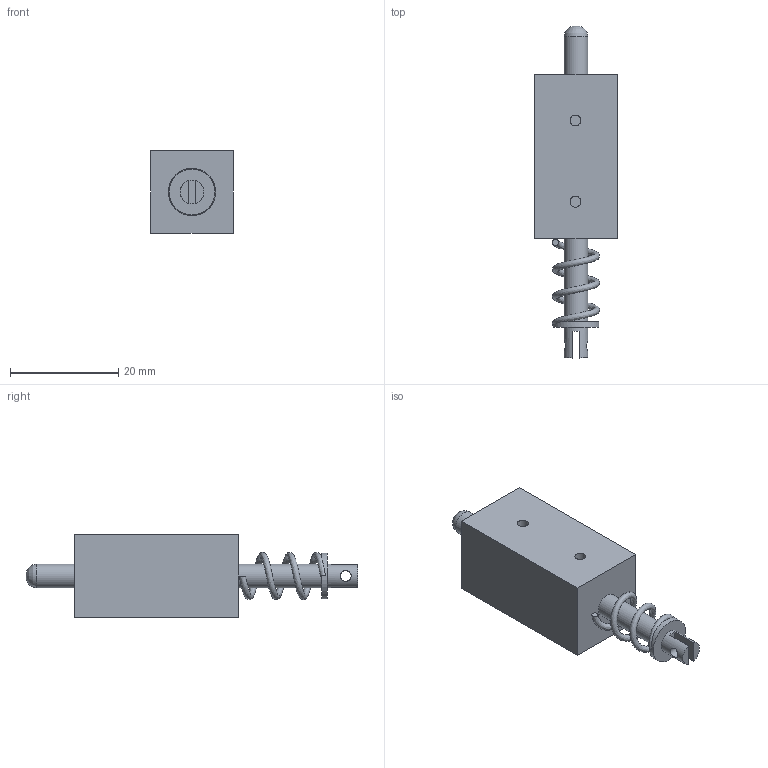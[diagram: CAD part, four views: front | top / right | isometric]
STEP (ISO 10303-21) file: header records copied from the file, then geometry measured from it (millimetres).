
FILE_DESCRIPTION(/* description */ (''),/* implementation_level */ '2;1');
FILE_NAME(/* name */ '00_springloaded_electromagnet.ipt.step',/* time_stamp */ '2022-11-29T07:52:03+01:00',/* author */ ('diederichbenedict'),/* organization */ (''),/* preprocessor_version */ 'ST-DEVELOPER v18.1',/* originating_system */ 'Autodesk Inventor 2022',/* authorisation */ '');
FILE_SCHEMA (('AUTOMOTIVE_DESIGN { 1 0 10303 214 3 1 1 }'));
Length unit declared in the file: millimetre
Products named in the file (1): 00_springloaded_electromagnet
Bounding box: 15.2 x 61.3 x 15.2 mm (x, y, z)
Volume: 7481.5 mm3; surface area: 3212.7 mm2
Topology: 1 solids, 1 shells, 28 faces, 65 edges, 44 vertices
Faces by surface type: plane 18, cylinder 8, bspline 2
Full cylindrical faces by diameter (mm): 2 x4, 4.392 x3, 8.466 x1
Entity records: 1397 total; most frequent: CARTESIAN_POINT 701, DIRECTION 135, ORIENTED_EDGE 130, EDGE_CURVE 65, AXIS2_PLACEMENT_3D 52, VERTEX_POINT 44, EDGE_LOOP 37, LINE 31
